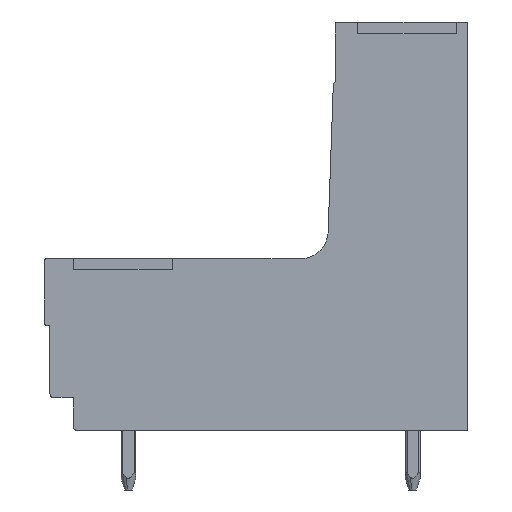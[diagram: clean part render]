
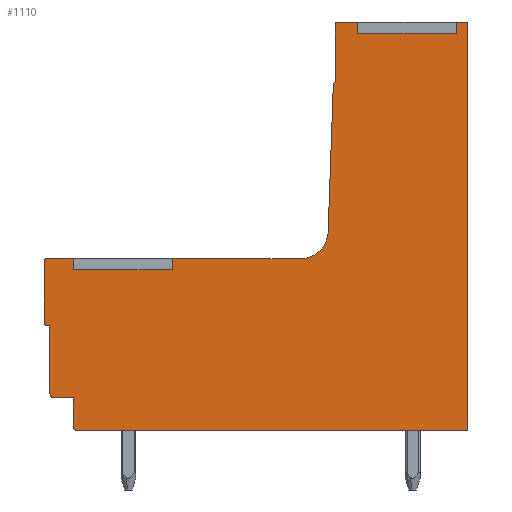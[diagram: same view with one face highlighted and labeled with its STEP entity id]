
A CAD part, left-side view. The second image highlights one B-rep face of the part: STEP entity #1110.
In plain terms, the highlighted planar face has unit normal (-1, 0, 0).
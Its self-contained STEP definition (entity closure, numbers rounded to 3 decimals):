
#953=AXIS2_PLACEMENT_3D('Plane Axis2P3D',#950,#951,#952) ;
#964=AXIS2_PLACEMENT_3D('Circle Axis2P3D',#962,#963,$) ;
#978=AXIS2_PLACEMENT_3D('Circle Axis2P3D',#976,#977,$) ;
#992=AXIS2_PLACEMENT_3D('Circle Axis2P3D',#990,#991,$) ;
#1011=AXIS2_PLACEMENT_3D('Circle Axis2P3D',#1009,#1010,$) ;
#1025=AXIS2_PLACEMENT_3D('Circle Axis2P3D',#1023,#1024,$) ;
#1046=AXIS2_PLACEMENT_3D('Circle Axis2P3D',#1044,#1045,$) ;
#1067=AXIS2_PLACEMENT_3D('Circle Axis2P3D',#1065,#1066,$) ;
#36=CARTESIAN_POINT('Line Origine',(0.3,5.9,24.8)) ;
#40=CARTESIAN_POINT('Vertex',(0.3,5.9,25.1)) ;
#42=CARTESIAN_POINT('Vertex',(0.3,5.9,24.5)) ;
#76=CARTESIAN_POINT('Line Origine',(0.3,3.25,24.5)) ;
#80=CARTESIAN_POINT('Vertex',(0.3,0.6,24.5)) ;
#135=CARTESIAN_POINT('Vertex',(0.3,0.6,25.1)) ;
#155=CARTESIAN_POINT('Line Origine',(0.3,0.6,24.8)) ;
#172=CARTESIAN_POINT('Line Origine',(0.3,21.14,12.1)) ;
#176=CARTESIAN_POINT('Vertex',(0.3,21.14,12.4)) ;
#178=CARTESIAN_POINT('Vertex',(0.3,21.14,11.8)) ;
#212=CARTESIAN_POINT('Line Origine',(0.3,18.49,11.8)) ;
#216=CARTESIAN_POINT('Vertex',(0.3,15.84,11.8)) ;
#266=CARTESIAN_POINT('Vertex',(0.3,15.84,12.4)) ;
#286=CARTESIAN_POINT('Line Origine',(0.3,15.84,12.1)) ;
#356=CARTESIAN_POINT('Vertex',(0.3,0.,3.2)) ;
#359=CARTESIAN_POINT('Line Origine',(0.3,10.47,3.2)) ;
#363=CARTESIAN_POINT('Vertex',(0.3,20.94,3.2)) ;
#950=CARTESIAN_POINT('Axis2P3D Location',(0.3,0.,0.)) ;
#955=CARTESIAN_POINT('Line Origine',(0.3,6.45,25.1)) ;
#959=CARTESIAN_POINT('Vertex',(0.3,7.,25.1)) ;
#962=CARTESIAN_POINT('Axis2P3D Location',(0.3,7.,25.)) ;
#966=CARTESIAN_POINT('Vertex',(0.3,7.1,25.)) ;
#969=CARTESIAN_POINT('Line Origine',(0.3,7.1,23.45)) ;
#973=CARTESIAN_POINT('Vertex',(0.3,7.1,21.9)) ;
#976=CARTESIAN_POINT('Axis2P3D Location',(0.3,6.952,21.694)) ;
#980=CARTESIAN_POINT('Vertex',(0.3,7.206,21.705)) ;
#983=CARTESIAN_POINT('Line Origine',(0.3,7.343,17.776)) ;
#987=CARTESIAN_POINT('Vertex',(0.3,7.48,13.848)) ;
#990=CARTESIAN_POINT('Axis2P3D Location',(0.3,8.979,13.9)) ;
#994=CARTESIAN_POINT('Vertex',(0.3,8.979,12.4)) ;
#997=CARTESIAN_POINT('Line Origine',(0.3,12.41,12.4)) ;
#1002=CARTESIAN_POINT('Line Origine',(0.3,21.87,12.4)) ;
#1006=CARTESIAN_POINT('Vertex',(0.3,22.6,12.4)) ;
#1009=CARTESIAN_POINT('Axis2P3D Location',(0.3,22.6,12.3)) ;
#1013=CARTESIAN_POINT('Vertex',(0.3,22.7,12.3)) ;
#1016=CARTESIAN_POINT('Line Origine',(0.3,22.7,10.65)) ;
#1020=CARTESIAN_POINT('Vertex',(0.3,22.7,9.)) ;
#1023=CARTESIAN_POINT('Axis2P3D Location',(0.3,22.5,9.)) ;
#1027=CARTESIAN_POINT('Vertex',(0.3,22.5,8.8)) ;
#1030=CARTESIAN_POINT('Line Origine',(0.3,22.45,8.8)) ;
#1034=CARTESIAN_POINT('Vertex',(0.3,22.4,8.8)) ;
#1037=CARTESIAN_POINT('Line Origine',(0.3,22.4,6.975)) ;
#1041=CARTESIAN_POINT('Vertex',(0.3,22.4,5.15)) ;
#1044=CARTESIAN_POINT('Axis2P3D Location',(0.3,22.2,5.15)) ;
#1048=CARTESIAN_POINT('Vertex',(0.3,22.2,4.95)) ;
#1051=CARTESIAN_POINT('Line Origine',(0.3,21.67,4.95)) ;
#1055=CARTESIAN_POINT('Vertex',(0.3,21.14,4.95)) ;
#1058=CARTESIAN_POINT('Line Origine',(0.3,21.14,4.175)) ;
#1062=CARTESIAN_POINT('Vertex',(0.3,21.14,3.4)) ;
#1065=CARTESIAN_POINT('Axis2P3D Location',(0.3,20.94,3.4)) ;
#1070=CARTESIAN_POINT('Line Origine',(0.3,0.,14.15)) ;
#1074=CARTESIAN_POINT('Vertex',(0.3,0.,25.1)) ;
#1077=CARTESIAN_POINT('Line Origine',(0.3,0.3,25.1)) ;
#37=DIRECTION('Vector Direction',(0.,0.,1.)) ;
#77=DIRECTION('Vector Direction',(0.,1.,0.)) ;
#156=DIRECTION('Vector Direction',(0.,0.,-1.)) ;
#173=DIRECTION('Vector Direction',(0.,0.,1.)) ;
#213=DIRECTION('Vector Direction',(0.,1.,0.)) ;
#287=DIRECTION('Vector Direction',(0.,0.,-1.)) ;
#360=DIRECTION('Vector Direction',(0.,1.,0.)) ;
#951=DIRECTION('Axis2P3D Direction',(-1.,0.,0.)) ;
#952=DIRECTION('Axis2P3D XDirection',(0.,0.,1.)) ;
#956=DIRECTION('Vector Direction',(0.,-1.,0.)) ;
#963=DIRECTION('Axis2P3D Direction',(-1.,0.,0.)) ;
#970=DIRECTION('Vector Direction',(0.,0.,1.)) ;
#977=DIRECTION('Axis2P3D Direction',(-1.,0.,0.)) ;
#984=DIRECTION('Vector Direction',(0.,-0.035,0.999)) ;
#991=DIRECTION('Axis2P3D Direction',(-1.,0.,0.)) ;
#998=DIRECTION('Vector Direction',(0.,-1.,0.)) ;
#1003=DIRECTION('Vector Direction',(0.,-1.,0.)) ;
#1010=DIRECTION('Axis2P3D Direction',(-1.,0.,0.)) ;
#1017=DIRECTION('Vector Direction',(0.,0.,1.)) ;
#1024=DIRECTION('Axis2P3D Direction',(-1.,0.,0.)) ;
#1031=DIRECTION('Vector Direction',(0.,1.,0.)) ;
#1038=DIRECTION('Vector Direction',(0.,0.,1.)) ;
#1045=DIRECTION('Axis2P3D Direction',(-1.,0.,0.)) ;
#1052=DIRECTION('Vector Direction',(0.,1.,0.)) ;
#1059=DIRECTION('Vector Direction',(0.,0.,1.)) ;
#1066=DIRECTION('Axis2P3D Direction',(-1.,0.,0.)) ;
#1071=DIRECTION('Vector Direction',(0.,0.,-1.)) ;
#1078=DIRECTION('Vector Direction',(0.,-1.,0.)) ;
#38=VECTOR('Line Direction',#37,1.) ;
#78=VECTOR('Line Direction',#77,1.) ;
#157=VECTOR('Line Direction',#156,1.) ;
#174=VECTOR('Line Direction',#173,1.) ;
#214=VECTOR('Line Direction',#213,1.) ;
#288=VECTOR('Line Direction',#287,1.) ;
#361=VECTOR('Line Direction',#360,1.) ;
#957=VECTOR('Line Direction',#956,1.) ;
#971=VECTOR('Line Direction',#970,1.) ;
#985=VECTOR('Line Direction',#984,1.) ;
#999=VECTOR('Line Direction',#998,1.) ;
#1004=VECTOR('Line Direction',#1003,1.) ;
#1018=VECTOR('Line Direction',#1017,1.) ;
#1032=VECTOR('Line Direction',#1031,1.) ;
#1039=VECTOR('Line Direction',#1038,1.) ;
#1053=VECTOR('Line Direction',#1052,1.) ;
#1060=VECTOR('Line Direction',#1059,1.) ;
#1072=VECTOR('Line Direction',#1071,1.) ;
#1079=VECTOR('Line Direction',#1078,1.) ;
#1083=ORIENTED_EDGE('',*,*,#961,.T.) ;
#1084=ORIENTED_EDGE('',*,*,#968,.T.) ;
#1085=ORIENTED_EDGE('',*,*,#975,.T.) ;
#1086=ORIENTED_EDGE('',*,*,#982,.T.) ;
#1087=ORIENTED_EDGE('',*,*,#989,.T.) ;
#1088=ORIENTED_EDGE('',*,*,#996,.T.) ;
#1089=ORIENTED_EDGE('',*,*,#1001,.T.) ;
#1090=ORIENTED_EDGE('',*,*,#290,.F.) ;
#1091=ORIENTED_EDGE('',*,*,#218,.F.) ;
#1092=ORIENTED_EDGE('',*,*,#180,.F.) ;
#1093=ORIENTED_EDGE('',*,*,#1008,.T.) ;
#1094=ORIENTED_EDGE('',*,*,#1015,.T.) ;
#1095=ORIENTED_EDGE('',*,*,#1022,.T.) ;
#1096=ORIENTED_EDGE('',*,*,#1029,.T.) ;
#1097=ORIENTED_EDGE('',*,*,#1036,.T.) ;
#1098=ORIENTED_EDGE('',*,*,#1043,.T.) ;
#1099=ORIENTED_EDGE('',*,*,#1050,.T.) ;
#1100=ORIENTED_EDGE('',*,*,#1057,.T.) ;
#1101=ORIENTED_EDGE('',*,*,#1064,.T.) ;
#1102=ORIENTED_EDGE('',*,*,#1069,.T.) ;
#1103=ORIENTED_EDGE('',*,*,#365,.T.) ;
#1104=ORIENTED_EDGE('',*,*,#1076,.T.) ;
#1105=ORIENTED_EDGE('',*,*,#1081,.T.) ;
#1106=ORIENTED_EDGE('',*,*,#159,.F.) ;
#1107=ORIENTED_EDGE('',*,*,#82,.F.) ;
#1108=ORIENTED_EDGE('',*,*,#44,.F.) ;
#1110=ADVANCED_FACE('HOUSING',(#1109),#954,.T.) ;
#965=CIRCLE('generated circle',#964,0.1) ;
#979=CIRCLE('generated circle',#978,0.253) ;
#993=CIRCLE('generated circle',#992,1.5) ;
#1012=CIRCLE('generated circle',#1011,0.1) ;
#1026=CIRCLE('generated circle',#1025,0.2) ;
#1047=CIRCLE('generated circle',#1046,0.2) ;
#1068=CIRCLE('generated circle',#1067,0.2) ;
#44=EDGE_CURVE('',#41,#43,#39,.F.) ;
#82=EDGE_CURVE('',#43,#81,#79,.F.) ;
#159=EDGE_CURVE('',#81,#136,#158,.F.) ;
#180=EDGE_CURVE('',#177,#179,#175,.F.) ;
#218=EDGE_CURVE('',#179,#217,#215,.F.) ;
#290=EDGE_CURVE('',#217,#267,#289,.F.) ;
#365=EDGE_CURVE('',#364,#357,#362,.F.) ;
#961=EDGE_CURVE('',#41,#960,#958,.F.) ;
#968=EDGE_CURVE('',#960,#967,#965,.T.) ;
#975=EDGE_CURVE('',#967,#974,#972,.F.) ;
#982=EDGE_CURVE('',#974,#981,#979,.T.) ;
#989=EDGE_CURVE('',#981,#988,#986,.F.) ;
#996=EDGE_CURVE('',#988,#995,#993,.F.) ;
#1001=EDGE_CURVE('',#995,#267,#1000,.F.) ;
#1008=EDGE_CURVE('',#177,#1007,#1005,.F.) ;
#1015=EDGE_CURVE('',#1007,#1014,#1012,.T.) ;
#1022=EDGE_CURVE('',#1014,#1021,#1019,.F.) ;
#1029=EDGE_CURVE('',#1021,#1028,#1026,.T.) ;
#1036=EDGE_CURVE('',#1028,#1035,#1033,.F.) ;
#1043=EDGE_CURVE('',#1035,#1042,#1040,.F.) ;
#1050=EDGE_CURVE('',#1042,#1049,#1047,.T.) ;
#1057=EDGE_CURVE('',#1049,#1056,#1054,.F.) ;
#1064=EDGE_CURVE('',#1056,#1063,#1061,.F.) ;
#1069=EDGE_CURVE('',#1063,#364,#1068,.T.) ;
#1076=EDGE_CURVE('',#357,#1075,#1073,.F.) ;
#1081=EDGE_CURVE('',#1075,#136,#1080,.F.) ;
#1082=EDGE_LOOP('',(#1083,#1084,#1085,#1086,#1087,#1088,#1089,#1090,#1091,#1092,#1093,#1094,#1095,#1096,#1097,#1098,#1099,#1100,#1101,#1102,#1103,#1104,#1105,#1106,#1107,#1108)) ;
#1109=FACE_OUTER_BOUND('',#1082,.T.) ;
#39=LINE('Line',#36,#38) ;
#79=LINE('Line',#76,#78) ;
#158=LINE('Line',#155,#157) ;
#175=LINE('Line',#172,#174) ;
#215=LINE('Line',#212,#214) ;
#289=LINE('Line',#286,#288) ;
#362=LINE('Line',#359,#361) ;
#958=LINE('Line',#955,#957) ;
#972=LINE('Line',#969,#971) ;
#986=LINE('Line',#983,#985) ;
#1000=LINE('Line',#997,#999) ;
#1005=LINE('Line',#1002,#1004) ;
#1019=LINE('Line',#1016,#1018) ;
#1033=LINE('Line',#1030,#1032) ;
#1040=LINE('Line',#1037,#1039) ;
#1054=LINE('Line',#1051,#1053) ;
#1061=LINE('Line',#1058,#1060) ;
#1073=LINE('Line',#1070,#1072) ;
#1080=LINE('Line',#1077,#1079) ;
#954=PLANE('',#953) ;
#41=VERTEX_POINT('',#40) ;
#43=VERTEX_POINT('',#42) ;
#81=VERTEX_POINT('',#80) ;
#136=VERTEX_POINT('',#135) ;
#177=VERTEX_POINT('',#176) ;
#179=VERTEX_POINT('',#178) ;
#217=VERTEX_POINT('',#216) ;
#267=VERTEX_POINT('',#266) ;
#357=VERTEX_POINT('',#356) ;
#364=VERTEX_POINT('',#363) ;
#960=VERTEX_POINT('',#959) ;
#967=VERTEX_POINT('',#966) ;
#974=VERTEX_POINT('',#973) ;
#981=VERTEX_POINT('',#980) ;
#988=VERTEX_POINT('',#987) ;
#995=VERTEX_POINT('',#994) ;
#1007=VERTEX_POINT('',#1006) ;
#1014=VERTEX_POINT('',#1013) ;
#1021=VERTEX_POINT('',#1020) ;
#1028=VERTEX_POINT('',#1027) ;
#1035=VERTEX_POINT('',#1034) ;
#1042=VERTEX_POINT('',#1041) ;
#1049=VERTEX_POINT('',#1048) ;
#1056=VERTEX_POINT('',#1055) ;
#1063=VERTEX_POINT('',#1062) ;
#1075=VERTEX_POINT('',#1074) ;
